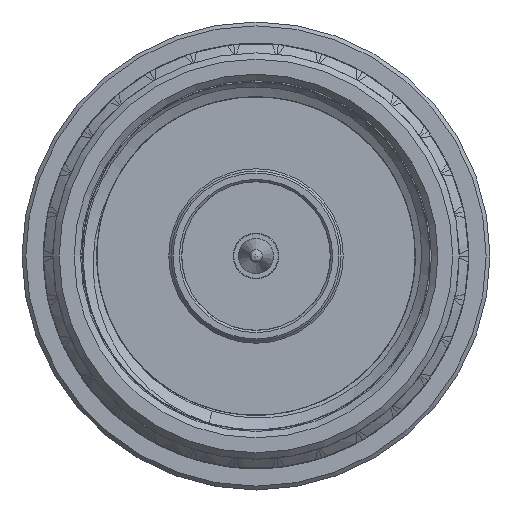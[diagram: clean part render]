
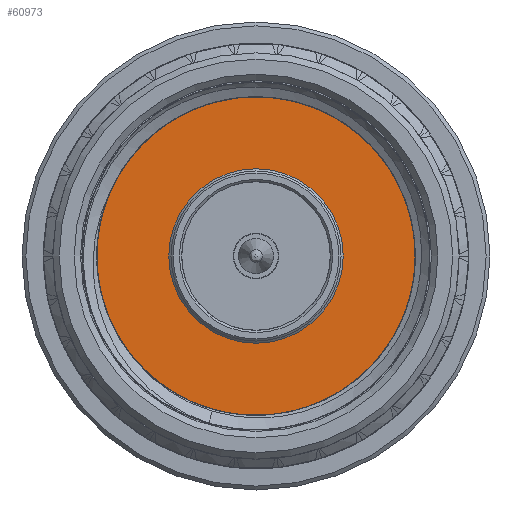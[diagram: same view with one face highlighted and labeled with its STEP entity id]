
A CAD part, front view. The second image highlights one B-rep face of the part: STEP entity #60973.
In plain terms, the highlighted planar face has unit normal (0, -1, 0).
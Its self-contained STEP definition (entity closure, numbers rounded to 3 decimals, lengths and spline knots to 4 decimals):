
#13330=PLANE('',#65006);
#20045=ORIENTED_EDGE('',*,*,#36178,.F.);
#20046=ORIENTED_EDGE('',*,*,#36180,.T.);
#36178=EDGE_CURVE('',#44305,#44305,#47952,.T.);
#36180=EDGE_CURVE('',#44307,#44307,#47954,.T.);
#44305=VERTEX_POINT('',#109730);
#44307=VERTEX_POINT('',#109735);
#47952=CIRCLE('',#65001,4.1);
#47954=CIRCLE('',#65004,8.25);
#50075=EDGE_LOOP('',(#20045));
#50076=EDGE_LOOP('',(#20046));
#55025=FACE_BOUND('',#50075,.T.);
#55026=FACE_BOUND('',#50076,.T.);
#60973=ADVANCED_FACE('',(#55025,#55026),#13330,.T.);
#65001=AXIS2_PLACEMENT_3D('',#109729,#68005,#68006);
#65004=AXIS2_PLACEMENT_3D('',#109734,#68011,#68012);
#65006=AXIS2_PLACEMENT_3D('',#109738,#68015,#68016);
#68005=DIRECTION('',(0.,-1.,0.));
#68006=DIRECTION('',(-1.,0.,0.));
#68011=DIRECTION('',(0.,-1.,0.));
#68012=DIRECTION('',(-1.,0.,0.));
#68015=DIRECTION('',(0.,-1.,0.));
#68016=DIRECTION('',(0.,0.,1.));
#109729=CARTESIAN_POINT('',(0.,-140.275,0.));
#109730=CARTESIAN_POINT('',(-4.1,-140.275,0.));
#109734=CARTESIAN_POINT('',(0.,-140.275,0.));
#109735=CARTESIAN_POINT('',(-8.25,-140.275,0.));
#109738=CARTESIAN_POINT('',(0.,-140.275,0.));
